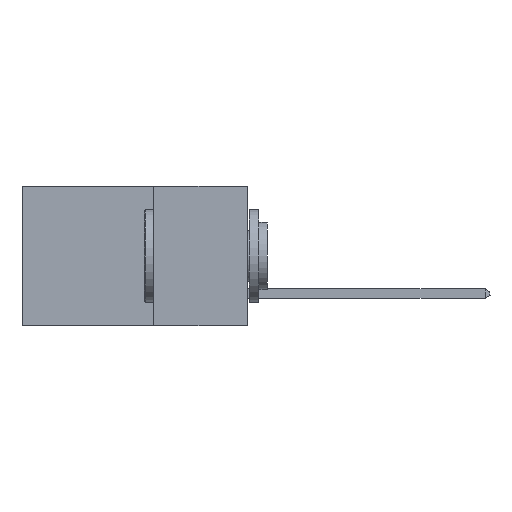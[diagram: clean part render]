
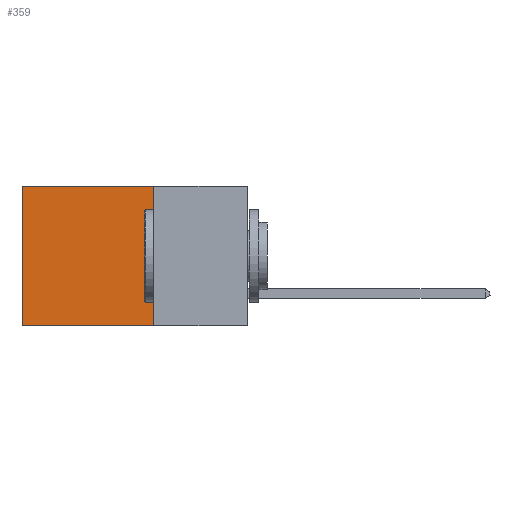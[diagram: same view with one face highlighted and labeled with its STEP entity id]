
A CAD part, left-side view. The second image highlights one B-rep face of the part: STEP entity #359.
In plain terms, the highlighted planar face has unit normal (-1, 0, 0).
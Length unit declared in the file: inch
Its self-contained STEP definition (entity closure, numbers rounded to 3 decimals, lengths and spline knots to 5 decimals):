
#359 = ADVANCED_FACE ( 'NONE', ( #17271 ), #14513, .F. ) ;
#773 = EDGE_CURVE ( 'NONE', #14285, #17761, #10232, .T. ) ;
#1437 = VECTOR ( 'NONE', #12436, 39.37008 ) ;
#1459 = EDGE_CURVE ( 'NONE', #20045, #7011, #19289, .T. ) ;
#1699 = ORIENTED_EDGE ( 'NONE', *, *, #1459, .F. ) ;
#1707 = CARTESIAN_POINT ( 'NONE',  ( 0.298, 0.6, 0. ) ) ;
#4356 = CARTESIAN_POINT ( 'NONE',  ( 0.298, 0.25, 0. ) ) ;
#5569 = CARTESIAN_POINT ( 'NONE',  ( 0.298, 0.25, -0.37 ) ) ;
#6571 = DIRECTION ( 'NONE',  ( 0., 1., 0. ) ) ;
#6585 = VECTOR ( 'NONE', #10905, 39.37008 ) ;
#6629 = CARTESIAN_POINT ( 'NONE',  ( 0.298, 0.25, -0.37 ) ) ;
#6806 = EDGE_CURVE ( 'NONE', #14285, #20045, #11637, .T. ) ;
#7011 = VERTEX_POINT ( 'NONE', #15705 ) ;
#7361 = VECTOR ( 'NONE', #18820, 39.37008 ) ;
#7751 = EDGE_LOOP ( 'NONE', ( #15766, #1699, #17746, #8280 ) ) ;
#8280 = ORIENTED_EDGE ( 'NONE', *, *, #773, .T. ) ;
#10232 = LINE ( 'NONE', #20619, #1437 ) ;
#10710 = VECTOR ( 'NONE', #6571, 39.37008 ) ;
#10746 = AXIS2_PLACEMENT_3D ( 'NONE', #17650, #19347, #11105 ) ;
#10905 = DIRECTION ( 'NONE',  ( 0., 0., -1. ) ) ;
#11105 = DIRECTION ( 'NONE',  ( 0., 0., -1. ) ) ;
#11637 = LINE ( 'NONE', #4356, #7361 ) ;
#12436 = DIRECTION ( 'NONE',  ( 0., 1., 0. ) ) ;
#14285 = VERTEX_POINT ( 'NONE', #14292 ) ;
#14292 = CARTESIAN_POINT ( 'NONE',  ( 0.298, 0.25, 0. ) ) ;
#14513 = PLANE ( 'NONE',  #10746 ) ;
#15705 = CARTESIAN_POINT ( 'NONE',  ( 0.298, 0.6, -0.37 ) ) ;
#15766 = ORIENTED_EDGE ( 'NONE', *, *, #18060, .T. ) ;
#17271 = FACE_OUTER_BOUND ( 'NONE', #7751, .T. ) ;
#17439 = CARTESIAN_POINT ( 'NONE',  ( 0.298, 0.6, 0. ) ) ;
#17650 = CARTESIAN_POINT ( 'NONE',  ( 0.298, 0.25, 0. ) ) ;
#17746 = ORIENTED_EDGE ( 'NONE', *, *, #6806, .F. ) ;
#17761 = VERTEX_POINT ( 'NONE', #1707 ) ;
#18060 = EDGE_CURVE ( 'NONE', #17761, #7011, #20422, .T. ) ;
#18820 = DIRECTION ( 'NONE',  ( 0., 0., -1. ) ) ;
#19289 = LINE ( 'NONE', #6629, #10710 ) ;
#19347 = DIRECTION ( 'NONE',  ( 1., 0., 0. ) ) ;
#20045 = VERTEX_POINT ( 'NONE', #5569 ) ;
#20422 = LINE ( 'NONE', #17439, #6585 ) ;
#20619 = CARTESIAN_POINT ( 'NONE',  ( 0.298, 0.25, 0. ) ) ;
